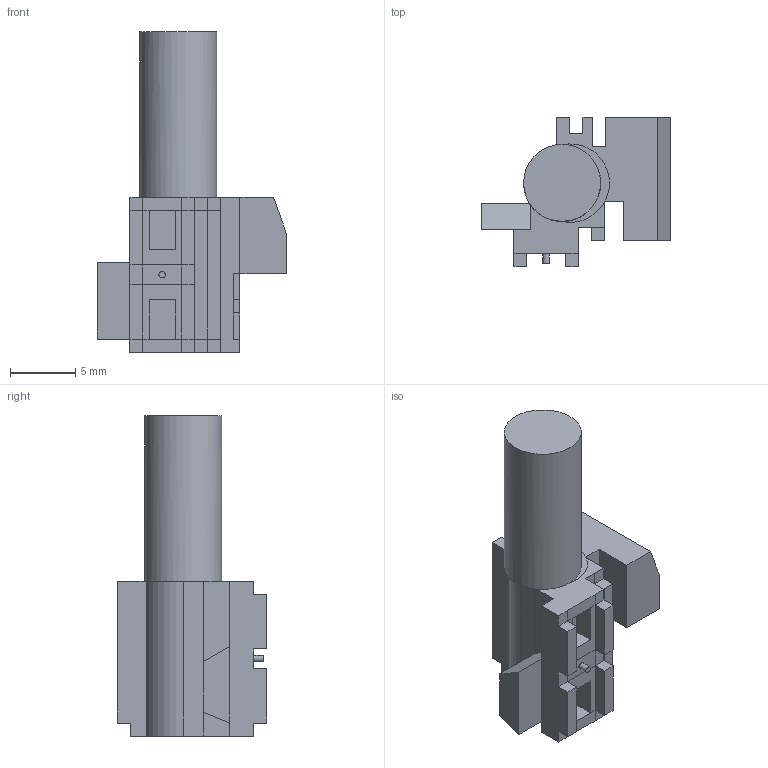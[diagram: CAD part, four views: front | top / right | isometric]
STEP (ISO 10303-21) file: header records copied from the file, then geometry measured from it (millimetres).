
FILE_DESCRIPTION(('FreeCAD Model'),'2;1');
FILE_NAME('Open CASCADE Shape Model','2025-02-25T14:57:46',(''),(''), 'Open CASCADE STEP processor 7.8','FreeCAD','Unknown');
FILE_SCHEMA(('AUTOMOTIVE_DESIGN { 1 0 10303 214 1 1 1 1 }'));
Length unit declared in the file: millimetre
Products named in the file (1): spring_tube_cutout
Bounding box: 14.53 x 11.48 x 24.57 mm (x, y, z)
Volume: 1045.2 mm3; surface area: 1313.2 mm2
Topology: 1 solids, 1 shells, 112 faces, 291 edges, 181 vertices
Faces by surface type: plane 108, cylinder 4
Full cylindrical faces by diameter (mm): 0.5 x1, 4.724 x1, 5.905 x1
Entity records: 7063 total; most frequent: CARTESIAN_POINT 1482, DIRECTION 942, LINE 668, VECTOR 668, ORIENTED_EDGE 582, PCURVE 582, DEFINITIONAL_REPRESENTATION 582, EDGE_CURVE 291
